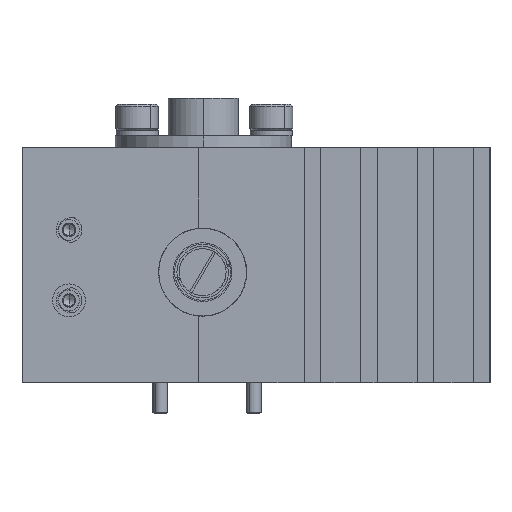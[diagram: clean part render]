
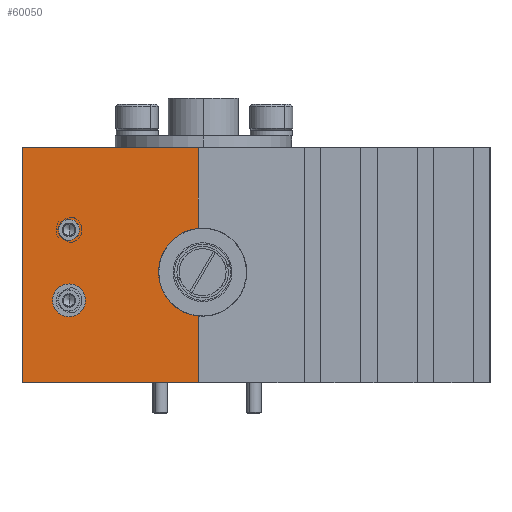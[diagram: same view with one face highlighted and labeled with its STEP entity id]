
A CAD part, left-side view. The second image highlights one B-rep face of the part: STEP entity #60050.
In plain terms, the highlighted planar face has unit normal (-1, 0, 0).
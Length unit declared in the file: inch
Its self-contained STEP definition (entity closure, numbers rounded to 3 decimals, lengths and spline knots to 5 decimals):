
#686 = AXIS2_PLACEMENT_3D ( 'NONE', #4029, #42434, #59457 ) ;
#2199 = VECTOR ( 'NONE', #65784, 39.37008 ) ;
#3350 = VERTEX_POINT ( 'NONE', #36051 ) ;
#3590 = DIRECTION ( 'NONE',  ( -1., 0., 0. ) ) ;
#4029 = CARTESIAN_POINT ( 'NONE',  ( -3.25546, 2.47595, 0.30128 ) ) ;
#4101 = CARTESIAN_POINT ( 'NONE',  ( -3.25546, 2.67595, 0.95128 ) ) ;
#4980 = VERTEX_POINT ( 'NONE', #35448 ) ;
#7055 = CARTESIAN_POINT ( 'NONE',  ( -3.25546, 1.92595, 0.95128 ) ) ;
#7330 = DIRECTION ( 'NONE',  ( 0., 0., 1. ) ) ;
#7953 = CARTESIAN_POINT ( 'NONE',  ( -3.25546, 2.67595, 0.95128 ) ) ;
#8082 = VERTEX_POINT ( 'NONE', #25819 ) ;
#9180 = EDGE_LOOP ( 'NONE', ( #40102, #62911 ) ) ;
#9358 = EDGE_CURVE ( 'NONE', #8082, #3350, #39657, .T. ) ;
#9511 = VERTEX_POINT ( 'NONE', #9782 ) ;
#9677 = PLANE ( 'NONE',  #56833 ) ;
#9782 = CARTESIAN_POINT ( 'NONE',  ( -3.25546, 2.67595, -0.04872 ) ) ;
#10773 = CARTESIAN_POINT ( 'NONE',  ( -3.25546, 2.67595, -0.04872 ) ) ;
#11879 = CARTESIAN_POINT ( 'NONE',  ( -3.25546, 2.47595, 0.37128 ) ) ;
#14729 = EDGE_CURVE ( 'NONE', #60086, #48053, #18702, .T. ) ;
#15775 = EDGE_CURVE ( 'NONE', #9511, #69250, #45949, .T. ) ;
#16302 = DIRECTION ( 'NONE',  ( 0., -1., 0. ) ) ;
#17338 = AXIS2_PLACEMENT_3D ( 'NONE', #48576, #32501, #37781 ) ;
#18635 = VECTOR ( 'NONE', #62342, 39.37008 ) ;
#18702 = LINE ( 'NONE', #28063, #18635 ) ;
#20683 = CIRCLE ( 'NONE', #62970, 0.07 ) ;
#20703 = CARTESIAN_POINT ( 'NONE',  ( -3.25546, 2.67595, 0.95128 ) ) ;
#22400 = CARTESIAN_POINT ( 'NONE',  ( -3.25546, 1.90795, 0.42128 ) ) ;
#22635 = CARTESIAN_POINT ( 'NONE',  ( -3.25546, 1.92595, -0.04872 ) ) ;
#24657 = EDGE_CURVE ( 'NONE', #9511, #57197, #28856, .T. ) ;
#25819 = CARTESIAN_POINT ( 'NONE',  ( -3.25546, 2.47595, 0.64578 ) ) ;
#26147 = VERTEX_POINT ( 'NONE', #71232 ) ;
#28063 = CARTESIAN_POINT ( 'NONE',  ( -3.25546, 1.92595, 0.95128 ) ) ;
#28856 = LINE ( 'NONE', #4101, #31399 ) ;
#30159 = LINE ( 'NONE', #45926, #39621 ) ;
#30952 = CIRCLE ( 'NONE', #686, 0.07 ) ;
#31399 = VECTOR ( 'NONE', #65248, 39.37008 ) ;
#32196 = DIRECTION ( 'NONE',  ( 0., 0., -1. ) ) ;
#32501 = DIRECTION ( 'NONE',  ( -1., 0., 0. ) ) ;
#35448 = CARTESIAN_POINT ( 'NONE',  ( -3.25546, 1.92595, 0.23465 ) ) ;
#36051 = CARTESIAN_POINT ( 'NONE',  ( -3.25546, 2.47595, 0.55678 ) ) ;
#36781 = ORIENTED_EDGE ( 'NONE', *, *, #38311, .F. ) ;
#36802 = FACE_BOUND ( 'NONE', #41937, .T. ) ;
#37355 = ORIENTED_EDGE ( 'NONE', *, *, #14729, .T. ) ;
#37781 = DIRECTION ( 'NONE',  ( 0., 0., 1. ) ) ;
#38197 = ORIENTED_EDGE ( 'NONE', *, *, #44001, .F. ) ;
#38311 = EDGE_CURVE ( 'NONE', #57197, #48053, #64001, .T. ) ;
#39621 = VECTOR ( 'NONE', #7330, 39.37008 ) ;
#39657 = CIRCLE ( 'NONE', #48535, 0.0445 ) ;
#39945 = ORIENTED_EDGE ( 'NONE', *, *, #15775, .T. ) ;
#40102 = ORIENTED_EDGE ( 'NONE', *, *, #9358, .F. ) ;
#40315 = ORIENTED_EDGE ( 'NONE', *, *, #68382, .F. ) ;
#41937 = EDGE_LOOP ( 'NONE', ( #38197, #40315 ) ) ;
#42025 = DIRECTION ( 'NONE',  ( 0., 0., 1. ) ) ;
#42434 = DIRECTION ( 'NONE',  ( -1., 0., 0. ) ) ;
#42946 = DIRECTION ( 'NONE',  ( 0., 0., 1. ) ) ;
#44001 = EDGE_CURVE ( 'NONE', #49078, #26147, #20683, .T. ) ;
#44478 = ORIENTED_EDGE ( 'NONE', *, *, #24657, .F. ) ;
#44692 = DIRECTION ( 'NONE',  ( -1., 0., 0. ) ) ;
#45926 = CARTESIAN_POINT ( 'NONE',  ( -3.25546, 1.92595, 0.95128 ) ) ;
#45949 = LINE ( 'NONE', #10773, #59627 ) ;
#46243 = FACE_OUTER_BOUND ( 'NONE', #49902, .T. ) ;
#47789 = EDGE_CURVE ( 'NONE', #3350, #8082, #62353, .T. ) ;
#48053 = VERTEX_POINT ( 'NONE', #7055 ) ;
#48514 = CARTESIAN_POINT ( 'NONE',  ( -3.25546, 1.92595, 0.60791 ) ) ;
#48535 = AXIS2_PLACEMENT_3D ( 'NONE', #58313, #3590, #42025 ) ;
#48576 = CARTESIAN_POINT ( 'NONE',  ( -3.25546, 2.47595, 0.60128 ) ) ;
#49078 = VERTEX_POINT ( 'NONE', #11879 ) ;
#49902 = EDGE_LOOP ( 'NONE', ( #65826, #68997, #37355, #36781, #44478, #39945 ) ) ;
#53107 = FACE_BOUND ( 'NONE', #9180, .T. ) ;
#54459 = DIRECTION ( 'NONE',  ( -1., 0., 0. ) ) ;
#56422 = AXIS2_PLACEMENT_3D ( 'NONE', #22400, #44692, #60766 ) ;
#56515 = EDGE_CURVE ( 'NONE', #69250, #4980, #30159, .T. ) ;
#56677 = CIRCLE ( 'NONE', #56422, 0.1875 ) ;
#56833 = AXIS2_PLACEMENT_3D ( 'NONE', #20703, #64535, #32196 ) ;
#57197 = VERTEX_POINT ( 'NONE', #7953 ) ;
#58313 = CARTESIAN_POINT ( 'NONE',  ( -3.25546, 2.47595, 0.60128 ) ) ;
#59457 = DIRECTION ( 'NONE',  ( 0., 0., 1. ) ) ;
#59580 = CARTESIAN_POINT ( 'NONE',  ( -3.25546, 2.67595, 0.95128 ) ) ;
#59627 = VECTOR ( 'NONE', #16302, 39.37008 ) ;
#60050 = ADVANCED_FACE ( 'NONE', ( #53107, #36802, #46243 ), #9677, .F. ) ;
#60086 = VERTEX_POINT ( 'NONE', #48514 ) ;
#60766 = DIRECTION ( 'NONE',  ( 0., 0., 1. ) ) ;
#62342 = DIRECTION ( 'NONE',  ( 0., 0., 1. ) ) ;
#62353 = CIRCLE ( 'NONE', #17338, 0.0445 ) ;
#62911 = ORIENTED_EDGE ( 'NONE', *, *, #47789, .F. ) ;
#62970 = AXIS2_PLACEMENT_3D ( 'NONE', #71240, #54459, #42946 ) ;
#64001 = LINE ( 'NONE', #59580, #2199 ) ;
#64535 = DIRECTION ( 'NONE',  ( 1., 0., 0. ) ) ;
#65248 = DIRECTION ( 'NONE',  ( 0., 0., 1. ) ) ;
#65784 = DIRECTION ( 'NONE',  ( 0., -1., 0. ) ) ;
#65826 = ORIENTED_EDGE ( 'NONE', *, *, #56515, .T. ) ;
#68382 = EDGE_CURVE ( 'NONE', #26147, #49078, #30952, .T. ) ;
#68997 = ORIENTED_EDGE ( 'NONE', *, *, #69271, .F. ) ;
#69250 = VERTEX_POINT ( 'NONE', #22635 ) ;
#69271 = EDGE_CURVE ( 'NONE', #60086, #4980, #56677, .T. ) ;
#71232 = CARTESIAN_POINT ( 'NONE',  ( -3.25546, 2.47595, 0.23128 ) ) ;
#71240 = CARTESIAN_POINT ( 'NONE',  ( -3.25546, 2.47595, 0.30128 ) ) ;
